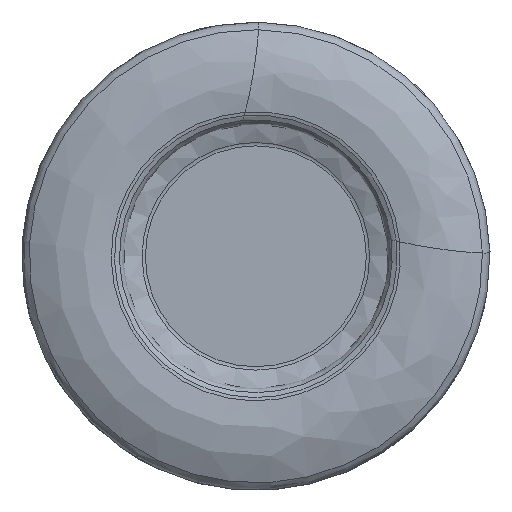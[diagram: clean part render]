
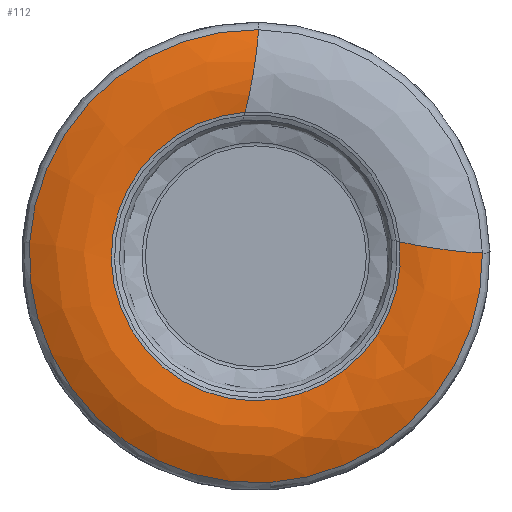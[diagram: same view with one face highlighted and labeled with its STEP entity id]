
A CAD part, left-side view. The second image highlights one B-rep face of the part: STEP entity #112.
In plain terms, the highlighted free-form (B-spline) face has degree [3, 3] with [4, 7] control points.
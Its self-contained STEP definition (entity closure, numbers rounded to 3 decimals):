
#112=ADVANCED_FACE('',(#176),#152,.F.);
#152=(
BOUNDED_SURFACE()
B_SPLINE_SURFACE(3,3,((#1029,#1030,#1031,#1032,#1033,#1034,#1035),(#1036,
#1037,#1038,#1039,#1040,#1041,#1042),(#1043,#1044,#1045,#1046,#1047,#1048,
#1049),(#1050,#1051,#1052,#1053,#1054,#1055,#1056)),.UNSPECIFIED.,.F.,.F.,
 .F.)
B_SPLINE_SURFACE_WITH_KNOTS((4,4),(4,3,4),(0.,1.),(0.,0.5,1.),
 .UNSPECIFIED.)
GEOMETRIC_REPRESENTATION_ITEM()
RATIONAL_B_SPLINE_SURFACE(((1.,0.584,0.584,1.,0.584,
0.584,1.),(0.95,0.555,0.555,
0.95,0.555,0.555,0.95),
(0.95,0.555,0.555,0.95,
0.555,0.555,0.95),(1.,0.584,
0.584,1.,0.584,0.584,1.)))
REPRESENTATION_ITEM('')
SURFACE()
);
#176=FACE_OUTER_BOUND('',#202,.T.);
#202=EDGE_LOOP('',(#280,#281,#282,#283));
#280=ORIENTED_EDGE('',*,*,#437,.F.);
#281=ORIENTED_EDGE('',*,*,#438,.F.);
#282=ORIENTED_EDGE('',*,*,#434,.T.);
#283=ORIENTED_EDGE('',*,*,#439,.F.);
#388=VERTEX_POINT('',#992);
#389=VERTEX_POINT('',#993);
#390=VERTEX_POINT('',#1025);
#391=VERTEX_POINT('',#1026);
#434=EDGE_CURVE('',#388,#389,#497,.T.);
#437=EDGE_CURVE('',#390,#391,#500,.T.);
#438=EDGE_CURVE('',#388,#390,#501,.T.);
#439=EDGE_CURVE('',#391,#389,#502,.T.);
#497=CIRCLE('',#561,19.447);
#500=CIRCLE('',#564,30.489);
#501=CIRCLE('',#565,15.);
#502=CIRCLE('',#566,15.);
#561=AXIS2_PLACEMENT_3D('',#991,#659,#660);
#564=AXIS2_PLACEMENT_3D('',#1024,#665,#666);
#565=AXIS2_PLACEMENT_3D('',#1027,#667,#668);
#566=AXIS2_PLACEMENT_3D('',#1028,#669,#670);
#659=DIRECTION('',(1.,0.,0.));
#660=DIRECTION('',(0.,-0.995,0.1));
#665=DIRECTION('',(1.,0.,0.));
#666=DIRECTION('',(0.,-1.,0.014));
#667=DIRECTION('',(-0.208,-0.161,0.965));
#668=DIRECTION('',(0.978,0.,0.211));
#669=DIRECTION('',(0.208,-0.96,-0.187));
#670=DIRECTION('',(0.978,0.211,0.006));
#991=CARTESIAN_POINT('',(0.362,0.,0.));
#992=CARTESIAN_POINT('',(0.362,-19.349,1.947));
#993=CARTESIAN_POINT('',(0.362,1.431,19.394));
#1024=CARTESIAN_POINT('',(2.007,0.,0.));
#1025=CARTESIAN_POINT('',(2.007,-30.486,0.438));
#1026=CARTESIAN_POINT('',(2.007,-0.374,30.487));
#1027=CARTESIAN_POINT('',(14.615,-23.361,4.347));
#1028=CARTESIAN_POINT('',(14.615,3.724,23.469));
#1029=CARTESIAN_POINT('',(0.362,-19.349,1.947));
#1030=CARTESIAN_POINT('',(0.362,-21.407,-18.503));
#1031=CARTESIAN_POINT('',(0.362,-3.236,-28.11));
#1032=CARTESIAN_POINT('',(0.362,12.505,-14.893));
#1033=CARTESIAN_POINT('',(0.362,28.246,-1.677));
#1034=CARTESIAN_POINT('',(0.362,21.929,17.882));
#1035=CARTESIAN_POINT('',(0.362,1.431,19.394));
#1036=CARTESIAN_POINT('',(-0.563,-23.133,1.114));
#1037=CARTESIAN_POINT('',(-0.563,-24.311,-23.336));
#1038=CARTESIAN_POINT('',(-0.563,-2.104,-33.633));
#1039=CARTESIAN_POINT('',(-0.563,15.797,-16.937));
#1040=CARTESIAN_POINT('',(-0.563,33.698,-0.241));
#1041=CARTESIAN_POINT('',(-0.563,24.971,22.629));
#1042=CARTESIAN_POINT('',(-0.563,0.498,23.155));
#1043=CARTESIAN_POINT('',(0.014,-27.04,0.585));
#1044=CARTESIAN_POINT('',(0.014,-27.658,-27.993));
#1045=CARTESIAN_POINT('',(0.014,-1.415,-39.327));
#1046=CARTESIAN_POINT('',(0.014,18.965,-19.283));
#1047=CARTESIAN_POINT('',(0.014,39.345,0.761));
#1048=CARTESIAN_POINT('',(0.014,28.449,27.189));
#1049=CARTESIAN_POINT('',(0.014,-0.135,27.045));
#1050=CARTESIAN_POINT('',(2.007,-30.486,0.438));
#1051=CARTESIAN_POINT('',(2.007,-30.948,-31.783));
#1052=CARTESIAN_POINT('',(2.007,-1.273,-44.343));
#1053=CARTESIAN_POINT('',(2.007,21.536,-21.581));
#1054=CARTESIAN_POINT('',(2.007,44.346,1.181));
#1055=CARTESIAN_POINT('',(2.007,31.847,30.882));
#1056=CARTESIAN_POINT('',(2.007,-0.374,30.487));
